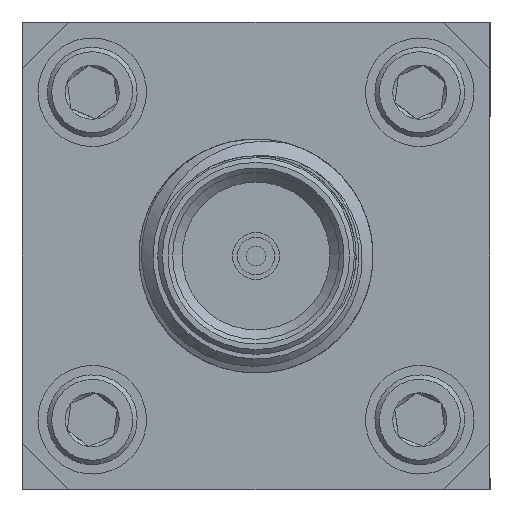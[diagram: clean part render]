
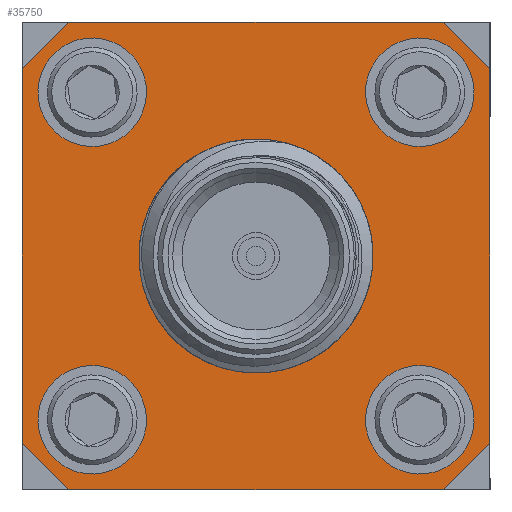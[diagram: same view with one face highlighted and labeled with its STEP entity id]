
A CAD part, left-side view. The second image highlights one B-rep face of the part: STEP entity #35750.
In plain terms, the highlighted planar face has unit normal (-1, 0, 0).
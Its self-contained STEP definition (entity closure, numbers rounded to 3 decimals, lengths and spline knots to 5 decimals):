
#31 = CARTESIAN_POINT ( 'NONE',  ( -0.87, -0.19722, -0.12142 ) ) ;
#62 = EDGE_LOOP ( 'NONE', ( #10241 ) ) ;
#541 = FACE_BOUND ( 'NONE', #30634, .T. ) ;
#636 = VERTEX_POINT ( 'NONE', #20181 ) ;
#760 = DIRECTION ( 'NONE',  ( 0., -0.707, -0.707 ) ) ;
#1432 = CARTESIAN_POINT ( 'NONE',  ( -0.87, 0.25, 0.2 ) ) ;
#1859 = VECTOR ( 'NONE', #25602, 39.37008 ) ;
#1911 = CARTESIAN_POINT ( 'NONE',  ( -0.87, -0.2, 0.25 ) ) ;
#2003 = VERTEX_POINT ( 'NONE', #4143 ) ;
#2386 = CARTESIAN_POINT ( 'NONE',  ( -0.87, -0.25, -0.25 ) ) ;
#2690 = DIRECTION ( 'NONE',  ( 1., 0., 0. ) ) ;
#2708 = DIRECTION ( 'NONE',  ( 0., 0.383, -0.924 ) ) ;
#2889 = AXIS2_PLACEMENT_3D ( 'NONE', #19835, #8750, #2708 ) ;
#3478 = EDGE_CURVE ( 'NONE', #34085, #34085, #5554, .T. ) ;
#3797 = DIRECTION ( 'NONE',  ( 0., 0.383, 0.924 ) ) ;
#3863 = LINE ( 'NONE', #36093, #29068 ) ;
#3988 = LINE ( 'NONE', #33305, #36599 ) ;
#4143 = CARTESIAN_POINT ( 'NONE',  ( -0.87, 0., -0.115 ) ) ;
#4843 = EDGE_CURVE ( 'NONE', #35954, #37815, #28998, .T. ) ;
#4861 = DIRECTION ( 'NONE',  ( 0., -0.383, 0.924 ) ) ;
#5015 = CARTESIAN_POINT ( 'NONE',  ( -0.87, -0.25, -0.2 ) ) ;
#5293 = VERTEX_POINT ( 'NONE', #31 ) ;
#5554 = CIRCLE ( 'NONE', #23534, 0.058 ) ;
#5637 = EDGE_LOOP ( 'NONE', ( #29869 ) ) ;
#5879 = EDGE_LOOP ( 'NONE', ( #16152 ) ) ;
#6230 = CARTESIAN_POINT ( 'NONE',  ( -0.87, 0., 0. ) ) ;
#6748 = CIRCLE ( 'NONE', #27173, 0.115 ) ;
#7214 = CARTESIAN_POINT ( 'NONE',  ( -0.87, -0.175, -0.175 ) ) ;
#7521 = CARTESIAN_POINT ( 'NONE',  ( -0.87, -0.19722, 0.12142 ) ) ;
#7858 = ORIENTED_EDGE ( 'NONE', *, *, #31835, .T. ) ;
#7952 = CARTESIAN_POINT ( 'NONE',  ( -0.87, -0.25, -0.2 ) ) ;
#8052 = AXIS2_PLACEMENT_3D ( 'NONE', #7214, #13826, #4861 ) ;
#8750 = DIRECTION ( 'NONE',  ( -1., 0., 0. ) ) ;
#8837 = EDGE_CURVE ( 'NONE', #636, #27781, #29801, .T. ) ;
#9098 = FACE_BOUND ( 'NONE', #62, .T. ) ;
#9351 = VECTOR ( 'NONE', #27398, 39.37008 ) ;
#9558 = CARTESIAN_POINT ( 'NONE',  ( -0.87, -0.25, 0.2 ) ) ;
#9565 = VERTEX_POINT ( 'NONE', #33412 ) ;
#9623 = EDGE_LOOP ( 'NONE', ( #26068, #27094, #26921, #19263, #24800, #7858, #15960, #13831 ) ) ;
#10235 = DIRECTION ( 'NONE',  ( 0., -1., 0. ) ) ;
#10241 = ORIENTED_EDGE ( 'NONE', *, *, #37211, .T. ) ;
#10337 = CARTESIAN_POINT ( 'NONE',  ( -0.87, -0.2, 0.25 ) ) ;
#10694 = LINE ( 'NONE', #1911, #1859 ) ;
#11496 = DIRECTION ( 'NONE',  ( 0., 0., -1. ) ) ;
#11824 = VECTOR ( 'NONE', #14265, 39.37008 ) ;
#12244 = DIRECTION ( 'NONE',  ( 1., 0., 0. ) ) ;
#12667 = LINE ( 'NONE', #24491, #9351 ) ;
#12984 = VECTOR ( 'NONE', #33818, 39.37008 ) ;
#13100 = ORIENTED_EDGE ( 'NONE', *, *, #36578, .F. ) ;
#13673 = CARTESIAN_POINT ( 'NONE',  ( -0.87, 0.19722, 0.12142 ) ) ;
#13826 = DIRECTION ( 'NONE',  ( -1., 0., 0. ) ) ;
#13831 = ORIENTED_EDGE ( 'NONE', *, *, #17728, .T. ) ;
#13869 = VERTEX_POINT ( 'NONE', #13673 ) ;
#14265 = DIRECTION ( 'NONE',  ( 0., 0., 1. ) ) ;
#14388 = DIRECTION ( 'NONE',  ( 1., 0., 0. ) ) ;
#14730 = FACE_BOUND ( 'NONE', #16441, .T. ) ;
#15139 = EDGE_CURVE ( 'NONE', #36641, #18187, #12667, .T. ) ;
#15311 = FACE_BOUND ( 'NONE', #5879, .T. ) ;
#15670 = CARTESIAN_POINT ( 'NONE',  ( -0.87, 0.175, -0.175 ) ) ;
#15960 = ORIENTED_EDGE ( 'NONE', *, *, #8837, .T. ) ;
#16152 = ORIENTED_EDGE ( 'NONE', *, *, #27328, .T. ) ;
#16441 = EDGE_LOOP ( 'NONE', ( #13100 ) ) ;
#17666 = DIRECTION ( 'NONE',  ( 0., -0.383, -0.924 ) ) ;
#17728 = EDGE_CURVE ( 'NONE', #27781, #21222, #3863, .T. ) ;
#18187 = VERTEX_POINT ( 'NONE', #27259 ) ;
#18804 = CARTESIAN_POINT ( 'NONE',  ( -0.87, 0.25, -0.2 ) ) ;
#19056 = CIRCLE ( 'NONE', #2889, 0.058 ) ;
#19263 = ORIENTED_EDGE ( 'NONE', *, *, #32793, .T. ) ;
#19835 = CARTESIAN_POINT ( 'NONE',  ( -0.87, 0.175, 0.175 ) ) ;
#20181 = CARTESIAN_POINT ( 'NONE',  ( -0.87, 0.25, 0.2 ) ) ;
#20628 = EDGE_CURVE ( 'NONE', #37037, #35954, #28534, .T. ) ;
#20773 = CARTESIAN_POINT ( 'NONE',  ( -0.87, -0.175, 0.175 ) ) ;
#20951 = PLANE ( 'NONE',  #37137 ) ;
#21222 = VERTEX_POINT ( 'NONE', #29468 ) ;
#21344 = DIRECTION ( 'NONE',  ( 0., 1., 0. ) ) ;
#23534 = AXIS2_PLACEMENT_3D ( 'NONE', #20773, #14388, #17666 ) ;
#23849 = FACE_OUTER_BOUND ( 'NONE', #9623, .T. ) ;
#24194 = EDGE_CURVE ( 'NONE', #13869, #13869, #19056, .T. ) ;
#24253 = CARTESIAN_POINT ( 'NONE',  ( -0.87, 0., 0. ) ) ;
#24491 = CARTESIAN_POINT ( 'NONE',  ( -0.87, -0.25, 0.25 ) ) ;
#24800 = ORIENTED_EDGE ( 'NONE', *, *, #15139, .T. ) ;
#24940 = LINE ( 'NONE', #1432, #35294 ) ;
#25602 = DIRECTION ( 'NONE',  ( 0., 0.707, 0.707 ) ) ;
#26068 = ORIENTED_EDGE ( 'NONE', *, *, #37265, .T. ) ;
#26128 = DIRECTION ( 'NONE',  ( 0., 0., -1. ) ) ;
#26683 = CARTESIAN_POINT ( 'NONE',  ( -0.87, 0.25, -0.25 ) ) ;
#26710 = CARTESIAN_POINT ( 'NONE',  ( -0.87, -0.2, -0.25 ) ) ;
#26921 = ORIENTED_EDGE ( 'NONE', *, *, #4843, .T. ) ;
#27094 = ORIENTED_EDGE ( 'NONE', *, *, #20628, .T. ) ;
#27173 = AXIS2_PLACEMENT_3D ( 'NONE', #6230, #12244, #11496 ) ;
#27259 = CARTESIAN_POINT ( 'NONE',  ( -0.87, 0.2, 0.25 ) ) ;
#27272 = CIRCLE ( 'NONE', #35961, 0.058 ) ;
#27328 = EDGE_CURVE ( 'NONE', #2003, #2003, #6748, .T. ) ;
#27398 = DIRECTION ( 'NONE',  ( 0., 1., 0. ) ) ;
#27781 = VERTEX_POINT ( 'NONE', #18804 ) ;
#28534 = LINE ( 'NONE', #7952, #12984 ) ;
#28998 = LINE ( 'NONE', #2386, #11824 ) ;
#29068 = VECTOR ( 'NONE', #760, 39.37008 ) ;
#29468 = CARTESIAN_POINT ( 'NONE',  ( -0.87, 0.2, -0.25 ) ) ;
#29801 = LINE ( 'NONE', #26683, #36704 ) ;
#29869 = ORIENTED_EDGE ( 'NONE', *, *, #24194, .F. ) ;
#30350 = CIRCLE ( 'NONE', #8052, 0.058 ) ;
#30410 = DIRECTION ( 'NONE',  ( 1., 0., 0. ) ) ;
#30634 = EDGE_LOOP ( 'NONE', ( #32724 ) ) ;
#31835 = EDGE_CURVE ( 'NONE', #18187, #636, #24940, .T. ) ;
#32724 = ORIENTED_EDGE ( 'NONE', *, *, #3478, .T. ) ;
#32793 = EDGE_CURVE ( 'NONE', #37815, #36641, #10694, .T. ) ;
#33305 = CARTESIAN_POINT ( 'NONE',  ( -0.87, -0.25, -0.25 ) ) ;
#33412 = CARTESIAN_POINT ( 'NONE',  ( -0.87, 0.19722, -0.12142 ) ) ;
#33818 = DIRECTION ( 'NONE',  ( 0., -0.707, 0.707 ) ) ;
#34085 = VERTEX_POINT ( 'NONE', #7521 ) ;
#34242 = DIRECTION ( 'NONE',  ( 0., 0.707, -0.707 ) ) ;
#35294 = VECTOR ( 'NONE', #34242, 39.37008 ) ;
#35683 = FACE_BOUND ( 'NONE', #5637, .T. ) ;
#35750 = ADVANCED_FACE ( 'NONE', ( #23849, #35683, #15311, #9098, #14730, #541 ), #20951, .F. ) ;
#35954 = VERTEX_POINT ( 'NONE', #5015 ) ;
#35961 = AXIS2_PLACEMENT_3D ( 'NONE', #15670, #30410, #3797 ) ;
#36093 = CARTESIAN_POINT ( 'NONE',  ( -0.87, 0.2, -0.25 ) ) ;
#36578 = EDGE_CURVE ( 'NONE', #5293, #5293, #30350, .T. ) ;
#36599 = VECTOR ( 'NONE', #10235, 39.37008 ) ;
#36641 = VERTEX_POINT ( 'NONE', #10337 ) ;
#36704 = VECTOR ( 'NONE', #26128, 39.37008 ) ;
#37037 = VERTEX_POINT ( 'NONE', #26710 ) ;
#37137 = AXIS2_PLACEMENT_3D ( 'NONE', #24253, #2690, #21344 ) ;
#37211 = EDGE_CURVE ( 'NONE', #9565, #9565, #27272, .T. ) ;
#37265 = EDGE_CURVE ( 'NONE', #21222, #37037, #3988, .T. ) ;
#37815 = VERTEX_POINT ( 'NONE', #9558 ) ;
